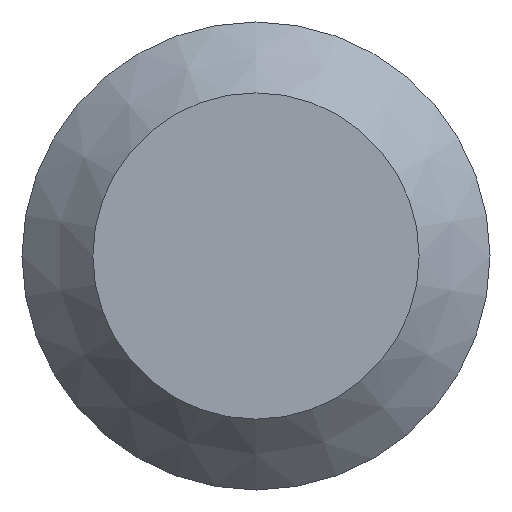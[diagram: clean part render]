
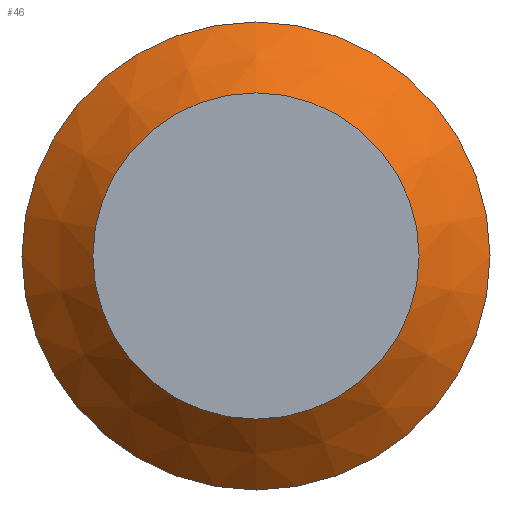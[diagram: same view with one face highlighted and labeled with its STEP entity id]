
A CAD part, left-side view. The second image highlights one B-rep face of the part: STEP entity #46.
In plain terms, the highlighted conical face has half-angle 45 degrees and reference radius 12.2 mm.
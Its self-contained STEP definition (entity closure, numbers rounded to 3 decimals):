
#46 = ADVANCED_FACE( '', ( #94, #95 ), #96, .T. );
#94 = FACE_OUTER_BOUND( '', #139, .T. );
#95 = FACE_BOUND( '', #140, .T. );
#96 = CONICAL_SURFACE( '', #141, 12.2, 0.785 );
#139 = EDGE_LOOP( '', ( #190 ) );
#140 = EDGE_LOOP( '', ( #191 ) );
#141 = AXIS2_PLACEMENT_3D( '', #192, #193, #194 );
#190 = ORIENTED_EDGE( '', *, *, #225, .F. );
#191 = ORIENTED_EDGE( '', *, *, #213, .T. );
#192 = CARTESIAN_POINT( '', ( 0., 0., 0. ) );
#193 = DIRECTION( '', ( 1., 0., 0. ) );
#194 = DIRECTION( '', ( 0., 0., -1. ) );
#213 = EDGE_CURVE( '', #232, #232, #233, .T. );
#225 = EDGE_CURVE( '', #251, #251, #252, .T. );
#232 = VERTEX_POINT( '', #260 );
#233 = CIRCLE( '', #261, 12.2 );
#251 = VERTEX_POINT( '', #279 );
#252 = CIRCLE( '', #280, 17.5 );
#260 = CARTESIAN_POINT( '', ( 0., 0., -12.2 ) );
#261 = AXIS2_PLACEMENT_3D( '', #287, #288, #289 );
#279 = CARTESIAN_POINT( '', ( 5.3, 0., -17.5 ) );
#280 = AXIS2_PLACEMENT_3D( '', #308, #309, #310 );
#287 = CARTESIAN_POINT( '', ( 0., 0., 0. ) );
#288 = DIRECTION( '', ( 1., 0., 0. ) );
#289 = DIRECTION( '', ( 0., 0., -1. ) );
#308 = CARTESIAN_POINT( '', ( 5.3, 0., 0. ) );
#309 = DIRECTION( '', ( 1., 0., 0. ) );
#310 = DIRECTION( '', ( 0., 0., -1. ) );
